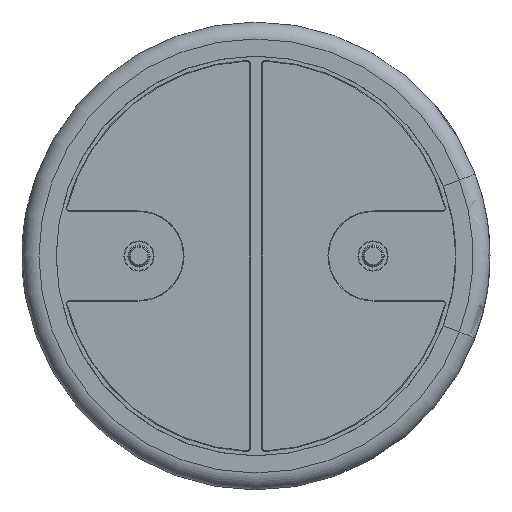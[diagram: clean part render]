
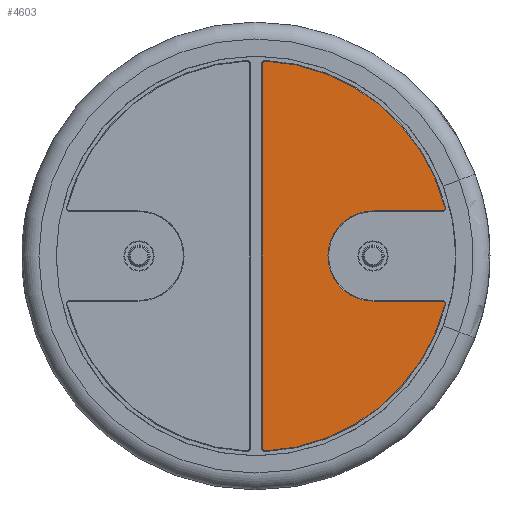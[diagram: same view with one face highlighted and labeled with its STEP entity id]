
A CAD part, front view. The second image highlights one B-rep face of the part: STEP entity #4603.
In plain terms, the highlighted planar face has unit normal (0, -1, 0).
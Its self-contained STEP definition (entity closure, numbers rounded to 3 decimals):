
#20=PLANE('',#4954);
#235=FACE_OUTER_BOUND('',#452,.T.);
#452=EDGE_LOOP('',(#3791,#3792,#3793,#3794,#3795,#3796,#3797,#3798,#3799,
#3800));
#679=CIRCLE('',#4919,0.082);
#682=CIRCLE('',#4924,0.082);
#685=CIRCLE('',#4928,5.422);
#688=CIRCLE('',#4932,0.082);
#692=CIRCLE('',#4938,1.251);
#696=CIRCLE('',#4944,0.082);
#698=CIRCLE('',#4947,5.422);
#901=LINE('',#9190,#1096);
#903=LINE('',#9214,#1098);
#905=LINE('',#9226,#1100);
#1096=VECTOR('',#5667,10.);
#1098=VECTOR('',#5697,10.);
#1100=VECTOR('',#5711,10.);
#1940=VERTEX_POINT('',#9178);
#1943=VERTEX_POINT('',#9183);
#1945=VERTEX_POINT('',#9188);
#1947=VERTEX_POINT('',#9194);
#1949=VERTEX_POINT('',#9200);
#1951=VERTEX_POINT('',#9206);
#1953=VERTEX_POINT('',#9212);
#1955=VERTEX_POINT('',#9218);
#1957=VERTEX_POINT('',#9224);
#1959=VERTEX_POINT('',#9230);
#2568=EDGE_CURVE('',#1943,#1940,#679,.T.);
#2570=EDGE_CURVE('',#1945,#1943,#901,.T.);
#2573=EDGE_CURVE('',#1947,#1945,#682,.T.);
#2576=EDGE_CURVE('',#1949,#1947,#685,.T.);
#2579=EDGE_CURVE('',#1951,#1949,#688,.T.);
#2582=EDGE_CURVE('',#1953,#1951,#903,.T.);
#2585=EDGE_CURVE('',#1955,#1953,#692,.T.);
#2588=EDGE_CURVE('',#1957,#1955,#905,.T.);
#2591=EDGE_CURVE('',#1959,#1957,#696,.T.);
#2593=EDGE_CURVE('',#1940,#1959,#698,.T.);
#3791=ORIENTED_EDGE('',*,*,#2568,.F.);
#3792=ORIENTED_EDGE('',*,*,#2570,.F.);
#3793=ORIENTED_EDGE('',*,*,#2573,.F.);
#3794=ORIENTED_EDGE('',*,*,#2576,.F.);
#3795=ORIENTED_EDGE('',*,*,#2579,.F.);
#3796=ORIENTED_EDGE('',*,*,#2582,.F.);
#3797=ORIENTED_EDGE('',*,*,#2585,.F.);
#3798=ORIENTED_EDGE('',*,*,#2588,.F.);
#3799=ORIENTED_EDGE('',*,*,#2591,.F.);
#3800=ORIENTED_EDGE('',*,*,#2593,.F.);
#4603=ADVANCED_FACE('',(#235),#20,.F.);
#4919=AXIS2_PLACEMENT_3D('',#9185,#5661,#5662);
#4924=AXIS2_PLACEMENT_3D('',#9196,#5673,#5674);
#4928=AXIS2_PLACEMENT_3D('',#9202,#5681,#5682);
#4932=AXIS2_PLACEMENT_3D('',#9208,#5689,#5690);
#4938=AXIS2_PLACEMENT_3D('',#9220,#5703,#5704);
#4944=AXIS2_PLACEMENT_3D('',#9232,#5717,#5718);
#4947=AXIS2_PLACEMENT_3D('',#9235,#5723,#5724);
#4954=AXIS2_PLACEMENT_3D('',#9248,#5743,#5744);
#5661=DIRECTION('center_axis',(0.,1.,0.));
#5662=DIRECTION('ref_axis',(-0.69,0.,0.724));
#5667=DIRECTION('',(0.,0.,1.));
#5673=DIRECTION('center_axis',(0.,1.,0.));
#5674=DIRECTION('ref_axis',(-0.69,0.,-0.724));
#5681=DIRECTION('center_axis',(0.,1.,0.));
#5682=DIRECTION('ref_axis',(0.632,0.,-0.775));
#5689=DIRECTION('center_axis',(0.,1.,0.));
#5690=DIRECTION('ref_axis',(0.79,0.,0.612));
#5697=DIRECTION('',(1.,0.,0.));
#5703=DIRECTION('center_axis',(0.,-1.,0.));
#5704=DIRECTION('ref_axis',(-1.,0.,0.));
#5711=DIRECTION('',(-1.,0.,0.));
#5717=DIRECTION('center_axis',(0.,1.,0.));
#5718=DIRECTION('ref_axis',(0.79,0.,-0.612));
#5723=DIRECTION('center_axis',(0.,1.,0.));
#5724=DIRECTION('ref_axis',(0.632,0.,0.775));
#5743=DIRECTION('center_axis',(0.,1.,0.));
#5744=DIRECTION('ref_axis',(0.,0.,1.));
#9178=CARTESIAN_POINT('',(0.264,-0.09,5.416));
#9183=CARTESIAN_POINT('',(0.178,-0.09,5.334));
#9185=CARTESIAN_POINT('Origin',(0.26,-0.09,5.334));
#9188=CARTESIAN_POINT('',(0.178,-0.09,-5.334));
#9190=CARTESIAN_POINT('',(0.178,-0.09,2.667));
#9194=CARTESIAN_POINT('',(0.264,-0.09,-5.416));
#9196=CARTESIAN_POINT('Origin',(0.26,-0.09,-5.334));
#9200=CARTESIAN_POINT('',(5.25,-0.09,-1.354));
#9202=CARTESIAN_POINT('Origin',(0.,-0.09,0.));
#9206=CARTESIAN_POINT('',(5.171,-0.09,-1.251));
#9208=CARTESIAN_POINT('Origin',(5.171,-0.09,-1.333));
#9212=CARTESIAN_POINT('',(3.25,-0.09,-1.251));
#9214=CARTESIAN_POINT('',(3.943,-0.09,-1.251));
#9218=CARTESIAN_POINT('',(3.25,-0.09,1.251));
#9220=CARTESIAN_POINT('Origin',(3.25,-0.09,0.));
#9224=CARTESIAN_POINT('',(5.171,-0.09,1.251));
#9226=CARTESIAN_POINT('',(2.983,-0.09,1.251));
#9230=CARTESIAN_POINT('',(5.25,-0.09,1.354));
#9232=CARTESIAN_POINT('Origin',(5.171,-0.09,1.333));
#9235=CARTESIAN_POINT('Origin',(0.,-0.09,0.));
#9248=CARTESIAN_POINT('Origin',(2.715,-0.09,0.));
